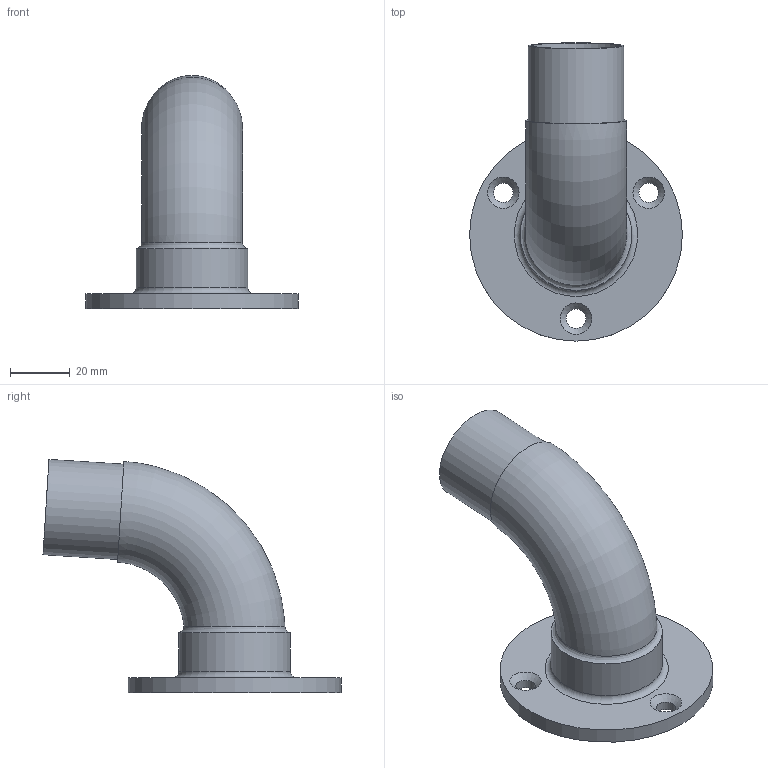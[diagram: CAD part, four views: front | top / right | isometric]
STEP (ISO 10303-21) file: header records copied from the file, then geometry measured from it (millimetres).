
FILE_DESCRIPTION(/* description */ (''),/* implementation_level */ '2;1');
FILE_NAME(/* name */ 'Stecksysteme_X56.stp',/* time_stamp */ '2017-07-25T12:57:21+02:00',/* author */ (''),/* organization */ (''),/* preprocessor_version */ 'ST-DEVELOPER v16',/* originating_system */ 'SIEMENS PLM Software NX 11.0',/* authorisation */ '');
FILE_SCHEMA (('AUTOMOTIVE_DESIGN { 1 0 10303 214 3 1 1 1 }'));
Length unit declared in the file: millimetre
Products named in the file (1): Goge1AB05413n3tt
Bounding box: 71 x 99.45 x 77.77 mm (x, y, z)
Volume: 32954.7 mm3; surface area: 28335.5 mm2
Topology: 1 solids, 1 shells, 21 faces, 44 edges, 29 vertices
Faces by surface type: cylinder 9, plane 5, torus 3, cone 3, bspline 1
Full cylindrical faces by diameter (mm): 6.5 x3, 29.7 x2, 31.851 x1, 33.7 x1, 37.205 x1, 71 x1
Entity records: 1019 total; most frequent: CARTESIAN_POINT 576, DIRECTION 90, FACE_BOUND 48, EDGE_LOOP 48, ORIENTED_EDGE 48, AXIS2_PLACEMENT_3D 45, VERTEX_POINT 24, EDGE_CURVE 24
